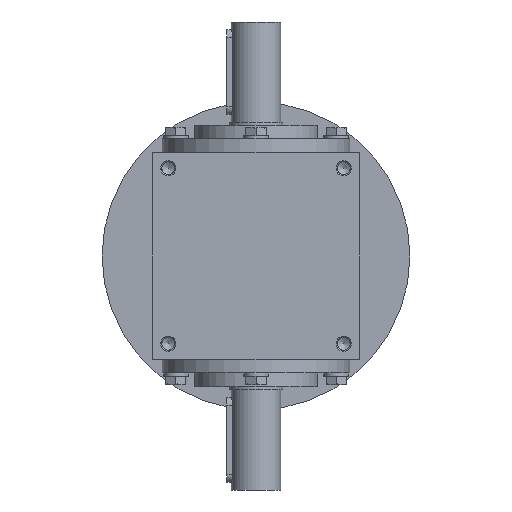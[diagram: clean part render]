
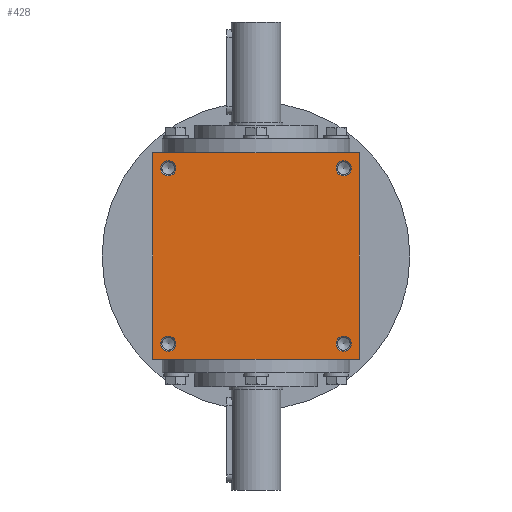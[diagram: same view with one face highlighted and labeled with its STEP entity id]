
A CAD part, left-side view. The second image highlights one B-rep face of the part: STEP entity #428.
In plain terms, the highlighted face is planar.
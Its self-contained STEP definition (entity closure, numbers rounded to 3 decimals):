
#428 = ADVANCED_FACE( '', ( #904, #905, #906, #907, #908 ), #909, .F. );
#904 = FACE_BOUND( '', #1635, .T. );
#905 = FACE_BOUND( '', #1636, .T. );
#906 = FACE_BOUND( '', #1637, .T. );
#907 = FACE_BOUND( '', #1638, .T. );
#908 = FACE_OUTER_BOUND( '', #1639, .T. );
#909 = PLANE( '', #1640 );
#1635 = EDGE_LOOP( '', ( #2390 ) );
#1636 = EDGE_LOOP( '', ( #2391 ) );
#1637 = EDGE_LOOP( '', ( #2392 ) );
#1638 = EDGE_LOOP( '', ( #2393 ) );
#1639 = EDGE_LOOP( '', ( #2394, #2395, #2396, #2397 ) );
#1640 = AXIS2_PLACEMENT_3D( '', #2398, #2399, #2400 );
#2390 = ORIENTED_EDGE( '', *, *, #3725, .F. );
#2391 = ORIENTED_EDGE( '', *, *, #3726, .T. );
#2392 = ORIENTED_EDGE( '', *, *, #3727, .F. );
#2393 = ORIENTED_EDGE( '', *, *, #3728, .T. );
#2394 = ORIENTED_EDGE( '', *, *, #3729, .F. );
#2395 = ORIENTED_EDGE( '', *, *, #3678, .F. );
#2396 = ORIENTED_EDGE( '', *, *, #3730, .F. );
#2397 = ORIENTED_EDGE( '', *, *, #3731, .F. );
#2398 = CARTESIAN_POINT( '', ( 0., 0., -67. ) );
#2399 = DIRECTION( '', ( 0., 0., 1. ) );
#2400 = DIRECTION( '', ( 1., 0., 0. ) );
#3678 = EDGE_CURVE( '', #4198, #4199, #4200, .T. );
#3725 = EDGE_CURVE( '', #4274, #4274, #4275, .T. );
#3726 = EDGE_CURVE( '', #4276, #4276, #4277, .T. );
#3727 = EDGE_CURVE( '', #4278, #4278, #4279, .T. );
#3728 = EDGE_CURVE( '', #4280, #4280, #4281, .T. );
#3729 = EDGE_CURVE( '', #4199, #4282, #4283, .T. );
#3730 = EDGE_CURVE( '', #4284, #4198, #4285, .T. );
#3731 = EDGE_CURVE( '', #4282, #4284, #4286, .T. );
#4198 = VERTEX_POINT( '', #4930 );
#4199 = VERTEX_POINT( '', #4931 );
#4200 = LINE( '', #4932, #4933 );
#4274 = VERTEX_POINT( '', #5082 );
#4275 = CIRCLE( '', #5083, 5. );
#4276 = VERTEX_POINT( '', #5084 );
#4277 = CIRCLE( '', #5085, 5. );
#4278 = VERTEX_POINT( '', #5086 );
#4279 = CIRCLE( '', #5087, 5. );
#4280 = VERTEX_POINT( '', #5088 );
#4281 = CIRCLE( '', #5089, 5. );
#4282 = VERTEX_POINT( '', #5090 );
#4283 = LINE( '', #5091, #5092 );
#4284 = VERTEX_POINT( '', #5093 );
#4285 = LINE( '', #5094, #5095 );
#4286 = LINE( '', #5096, #5097 );
#4930 = CARTESIAN_POINT( '', ( 67., 67., -67. ) );
#4931 = CARTESIAN_POINT( '', ( -67., 67., -67. ) );
#4932 = CARTESIAN_POINT( '', ( 67., 67., -67. ) );
#4933 = VECTOR( '', #5917, 1000. );
#5082 = CARTESIAN_POINT( '', ( -62., 57., -67. ) );
#5083 = AXIS2_PLACEMENT_3D( '', #5995, #5996, #5997 );
#5084 = CARTESIAN_POINT( '', ( 62., 57., -67. ) );
#5085 = AXIS2_PLACEMENT_3D( '', #5998, #5999, #6000 );
#5086 = CARTESIAN_POINT( '', ( -62., -57., -67. ) );
#5087 = AXIS2_PLACEMENT_3D( '', #6001, #6002, #6003 );
#5088 = CARTESIAN_POINT( '', ( 62., -57., -67. ) );
#5089 = AXIS2_PLACEMENT_3D( '', #6004, #6005, #6006 );
#5090 = CARTESIAN_POINT( '', ( -67., -67., -67. ) );
#5091 = CARTESIAN_POINT( '', ( -67., 67., -67. ) );
#5092 = VECTOR( '', #6007, 1000. );
#5093 = CARTESIAN_POINT( '', ( 67., -67., -67. ) );
#5094 = CARTESIAN_POINT( '', ( 67., -67., -67. ) );
#5095 = VECTOR( '', #6008, 1000. );
#5096 = CARTESIAN_POINT( '', ( -67., -67., -67. ) );
#5097 = VECTOR( '', #6009, 1000. );
#5917 = DIRECTION( '', ( -1., 0., 0. ) );
#5995 = CARTESIAN_POINT( '', ( -57., 57., -67. ) );
#5996 = DIRECTION( '', ( 0., 0., -1. ) );
#5997 = DIRECTION( '', ( -1., 0., 0. ) );
#5998 = CARTESIAN_POINT( '', ( 57., 57., -67. ) );
#5999 = DIRECTION( '', ( 0., 0., 1. ) );
#6000 = DIRECTION( '', ( 1., 0., 0. ) );
#6001 = CARTESIAN_POINT( '', ( -57., -57., -67. ) );
#6002 = DIRECTION( '', ( 0., 0., -1. ) );
#6003 = DIRECTION( '', ( -1., 0., 0. ) );
#6004 = CARTESIAN_POINT( '', ( 57., -57., -67. ) );
#6005 = DIRECTION( '', ( 0., 0., 1. ) );
#6006 = DIRECTION( '', ( 1., 0., 0. ) );
#6007 = DIRECTION( '', ( 0., -1., 0. ) );
#6008 = DIRECTION( '', ( 0., 1., 0. ) );
#6009 = DIRECTION( '', ( 1., 0., 0. ) );
